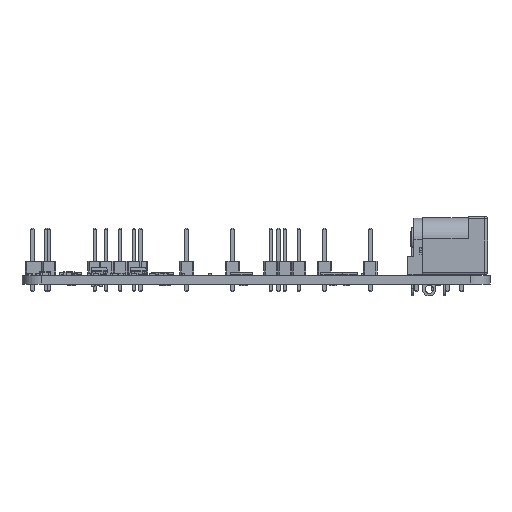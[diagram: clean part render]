
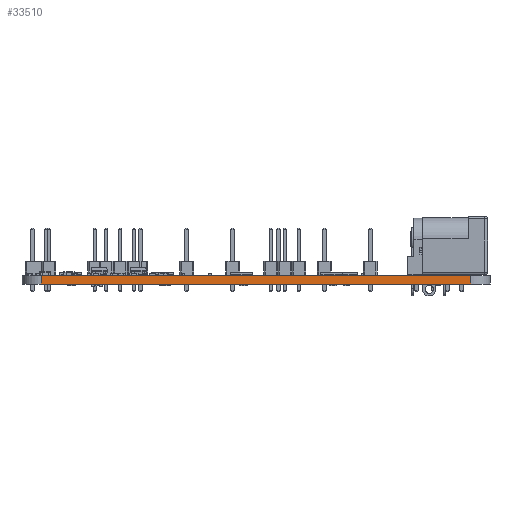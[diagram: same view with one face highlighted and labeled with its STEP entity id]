
A CAD part, front view. The second image highlights one B-rep face of the part: STEP entity #33510.
In plain terms, the highlighted planar face has unit normal (-0.001, -1, 0).
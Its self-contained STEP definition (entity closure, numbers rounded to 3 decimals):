
#29864 = VERTEX_POINT('',#29865);
#29865 = CARTESIAN_POINT('',(77.941,-22.555,0.));
#29872 = EDGE_CURVE('',#29864,#29873,#29875,.T.);
#29873 = VERTEX_POINT('',#29874);
#29874 = CARTESIAN_POINT('',(-0.049,-22.502,0.));
#29875 = LINE('',#29876,#29877);
#29876 = CARTESIAN_POINT('',(77.941,-22.555,0.));
#29877 = VECTOR('',#29878,1.);
#29878 = DIRECTION('',(-1.,0.001,0.));
#31665 = VERTEX_POINT('',#31666);
#31666 = CARTESIAN_POINT('',(77.941,-22.555,1.538));
#31673 = EDGE_CURVE('',#31665,#31674,#31676,.T.);
#31674 = VERTEX_POINT('',#31675);
#31675 = CARTESIAN_POINT('',(-0.049,-22.502,1.538));
#31676 = LINE('',#31677,#31678);
#31677 = CARTESIAN_POINT('',(77.941,-22.555,1.538));
#31678 = VECTOR('',#31679,1.);
#31679 = DIRECTION('',(-1.,0.001,0.));
#33482 = EDGE_CURVE('',#29864,#31665,#33483,.T.);
#33483 = LINE('',#33484,#33485);
#33484 = CARTESIAN_POINT('',(77.941,-22.555,0.));
#33485 = VECTOR('',#33486,1.);
#33486 = DIRECTION('',(0.,0.,1.));
#33510 = ADVANCED_FACE('',(#33511),#33522,.T.);
#33511 = FACE_BOUND('',#33512,.T.);
#33512 = EDGE_LOOP('',(#33513,#33514,#33515,#33521));
#33513 = ORIENTED_EDGE('',*,*,#33482,.T.);
#33514 = ORIENTED_EDGE('',*,*,#31673,.T.);
#33515 = ORIENTED_EDGE('',*,*,#33516,.F.);
#33516 = EDGE_CURVE('',#29873,#31674,#33517,.T.);
#33517 = LINE('',#33518,#33519);
#33518 = CARTESIAN_POINT('',(-0.049,-22.502,0.));
#33519 = VECTOR('',#33520,1.);
#33520 = DIRECTION('',(0.,0.,1.));
#33521 = ORIENTED_EDGE('',*,*,#29872,.F.);
#33522 = PLANE('',#33523);
#33523 = AXIS2_PLACEMENT_3D('',#33524,#33525,#33526);
#33524 = CARTESIAN_POINT('',(77.941,-22.555,0.));
#33525 = DIRECTION('',(-0.001,-1.,0.));
#33526 = DIRECTION('',(-1.,0.001,0.));
